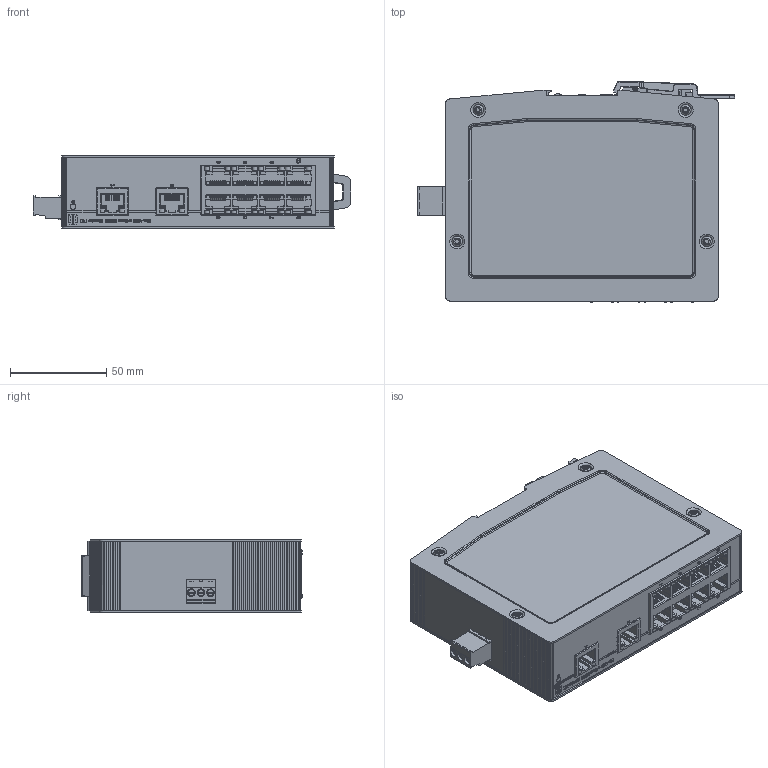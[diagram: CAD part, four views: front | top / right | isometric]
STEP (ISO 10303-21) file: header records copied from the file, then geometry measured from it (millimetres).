
FILE_DESCRIPTION(/* description */ (''),/* implementation_level */ '2;1');
FILE_NAME(/* name */ '100576665ugm000_a.stp',/* time_stamp */ '2014-05-07T12:53:33+02:00',/* author */ (''),/* organization */ (''),/* preprocessor_version */ 'ST-DEVELOPER v15',/* originating_system */ 'SIEMENS PLM Software NX 8.5',/* authorisation */ '');
FILE_SCHEMA (('AUTOMOTIVE_DESIGN { 1 0 10303 214 3 1 1 1 }'));
Products named in the file (1): 100576665ugm000_a
Bounding box: 165.23 x 114.78 x 38 mm (x, y, z)
Volume: 549008.4 mm3; surface area: 66947 mm2
Topology: 1 solids, 1 shells, 3343 faces, 9249 edges, 6032 vertices
Faces by surface type: plane 1850, cylinder 1011, bspline 355, torus 88, cone 33, sphere 6
Full cylindrical faces by diameter (mm): 0.5 x1, 2.3 x18, 2.8 x1, 2.9 x1, 3.2 x1, 4 x3, 5.3 x10
Entity records: 130805 total; most frequent: CARTESIAN_POINT 65422, ORIENTED_EDGE 18216, EDGE_CURVE 9108, B_SPLINE_CURVE_WITH_KNOTS 9108, VERTEX_POINT 5988, DIRECTION 5942, EDGE_LOOP 3682, ADVANCED_FACE 3325
